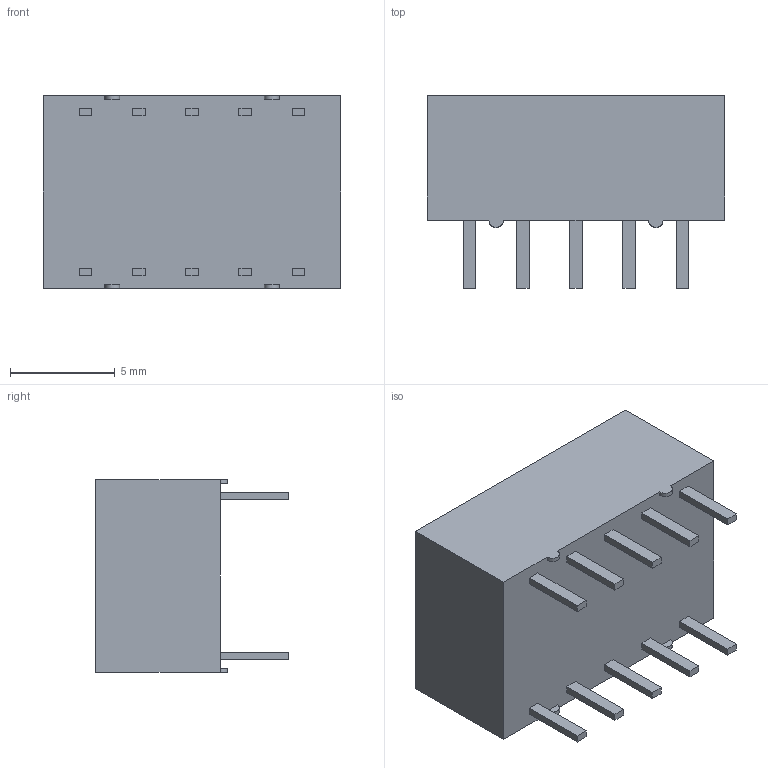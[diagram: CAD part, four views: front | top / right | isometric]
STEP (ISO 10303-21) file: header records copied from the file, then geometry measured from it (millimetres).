
FILE_DESCRIPTION (( 'STEP AP214' ), '1' );
FILE_NAME ('IR_TEA2_L14.2W9.2H6.3.STEP', '2020-03-31T16:40:49', ( '' ), ( '' ), 'SwSTEP 2.0', 'SolidWorks 2014', '' );
FILE_SCHEMA (( 'AUTOMOTIVE_DESIGN' ));
Length unit declared in the file: millimetre
Products named in the file (1): IR_TEA2_L14.2W9.2H6.3
Bounding box: 14.2 x 9.2 x 9.2 mm (x, y, z)
Volume: 784.3 mm3; surface area: 603.4 mm2
Topology: 1 solids, 1 shells, 118 faces, 309 edges, 206 vertices
Faces by surface type: plane 114, cylinder 4
Entity records: 4893 total; most frequent: CARTESIAN_POINT 634, ORIENTED_EDGE 618, DIRECTION 555, EDGE_CURVE 309, VECTOR 301, LINE 301, VERTEX_POINT 206, EDGE_LOOP 131
